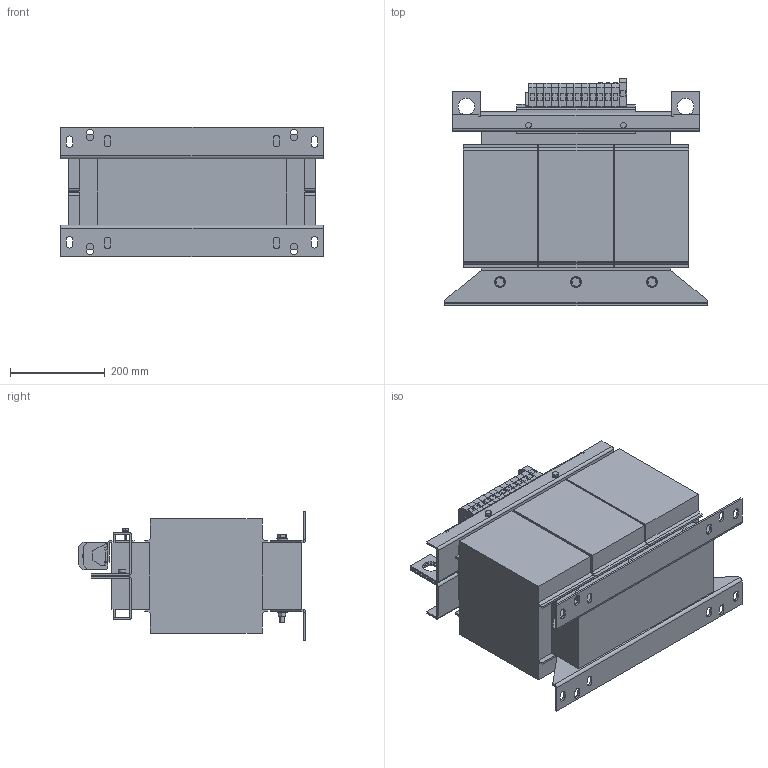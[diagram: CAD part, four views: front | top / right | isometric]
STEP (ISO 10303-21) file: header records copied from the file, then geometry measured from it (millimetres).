
FILE_DESCRIPTION (( 'STEP AP214' ), '1' );
FILE_NAME ('228394.STEP', '2020-07-08T11:11:20', ( '' ), ( '' ), 'SwSTEP 2.0', 'SolidWorks 2018', '' );
FILE_SCHEMA (( 'AUTOMOTIVE_DESIGN' ));
Length unit declared in the file: millimetre
Products named in the file (1): 228394
Bounding box: 552 x 479.8 x 272 mm (x, y, z)
Volume: 37643843.7 mm3; surface area: 1534995.2 mm2
Topology: 1 solids, 1 shells, 866 faces, 2133 edges, 1346 vertices
Faces by surface type: plane 658, cylinder 196, torus 6, cone 6
Entity records: 25377 total; most frequent: CARTESIAN_POINT 4502, ORIENTED_EDGE 4266, DIRECTION 4257, EDGE_CURVE 2133, VECTOR 1695, LINE 1695, VERTEX_POINT 1346, AXIS2_PLACEMENT_3D 1281
